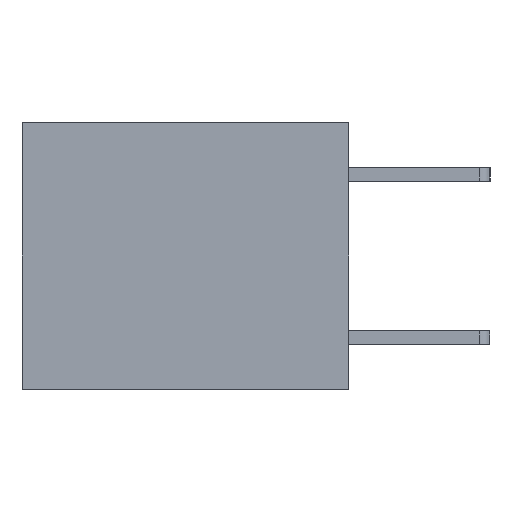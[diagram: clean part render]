
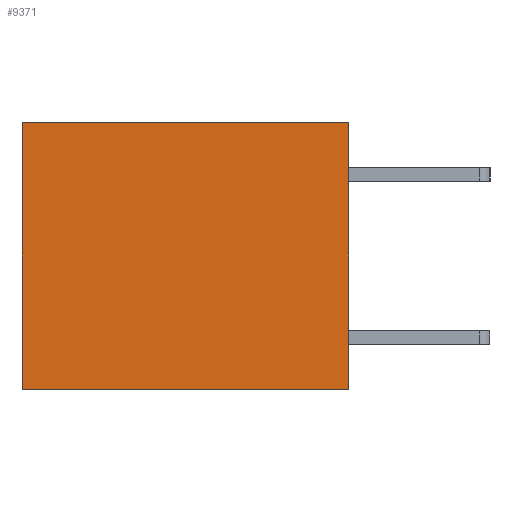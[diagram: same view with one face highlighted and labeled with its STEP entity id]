
A CAD part, left-side view. The second image highlights one B-rep face of the part: STEP entity #9371.
In plain terms, the highlighted planar face has unit normal (-1, 0, 0).
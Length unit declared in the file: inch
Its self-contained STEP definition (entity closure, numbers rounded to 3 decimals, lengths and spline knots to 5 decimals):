
#521 = VERTEX_POINT ( 'NONE', #3903 ) ;
#2901 = CARTESIAN_POINT ( 'NONE',  ( 0.3165, 0.6, 0. ) ) ;
#2968 = EDGE_CURVE ( 'NONE', #11786, #13483, #3184, .T. ) ;
#3068 = CARTESIAN_POINT ( 'NONE',  ( 0.3165, 0., -0.49 ) ) ;
#3184 = LINE ( 'NONE', #13597, #12719 ) ;
#3903 = CARTESIAN_POINT ( 'NONE',  ( 0.3165, 0., -0.49 ) ) ;
#3928 = ORIENTED_EDGE ( 'NONE', *, *, #5682, .F. ) ;
#3937 = LINE ( 'NONE', #11398, #9668 ) ;
#4119 = EDGE_CURVE ( 'NONE', #5770, #11786, #10970, .T. ) ;
#4363 = DIRECTION ( 'NONE',  ( 0., 0., -1. ) ) ;
#4727 = VECTOR ( 'NONE', #12603, 39.37008 ) ;
#4791 = CARTESIAN_POINT ( 'NONE',  ( 0.3165, 0., 0. ) ) ;
#5653 = VECTOR ( 'NONE', #4363, 39.37008 ) ;
#5682 = EDGE_CURVE ( 'NONE', #521, #13483, #3937, .T. ) ;
#5770 = VERTEX_POINT ( 'NONE', #13460 ) ;
#5810 = FACE_OUTER_BOUND ( 'NONE', #11432, .T. ) ;
#7719 = CARTESIAN_POINT ( 'NONE',  ( 0.3165, 0., -0.49 ) ) ;
#8053 = DIRECTION ( 'NONE',  ( 0., 0., -1. ) ) ;
#8732 = ORIENTED_EDGE ( 'NONE', *, *, #4119, .T. ) ;
#9101 = LINE ( 'NONE', #7719, #5653 ) ;
#9360 = ORIENTED_EDGE ( 'NONE', *, *, #13441, .F. ) ;
#9371 = ADVANCED_FACE ( 'NONE', ( #5810 ), #10675, .F. ) ;
#9631 = AXIS2_PLACEMENT_3D ( 'NONE', #3068, #10820, #10721 ) ;
#9668 = VECTOR ( 'NONE', #10817, 39.37008 ) ;
#10675 = PLANE ( 'NONE',  #9631 ) ;
#10721 = DIRECTION ( 'NONE',  ( 0., 0., -1. ) ) ;
#10817 = DIRECTION ( 'NONE',  ( 0., 1., 0. ) ) ;
#10820 = DIRECTION ( 'NONE',  ( 1., 0., 0. ) ) ;
#10970 = LINE ( 'NONE', #4791, #4727 ) ;
#11057 = ORIENTED_EDGE ( 'NONE', *, *, #2968, .T. ) ;
#11398 = CARTESIAN_POINT ( 'NONE',  ( 0.3165, 0., -0.49 ) ) ;
#11432 = EDGE_LOOP ( 'NONE', ( #11057, #3928, #9360, #8732 ) ) ;
#11786 = VERTEX_POINT ( 'NONE', #2901 ) ;
#12603 = DIRECTION ( 'NONE',  ( 0., 1., 0. ) ) ;
#12719 = VECTOR ( 'NONE', #8053, 39.37008 ) ;
#13175 = CARTESIAN_POINT ( 'NONE',  ( 0.3165, 0.6, -0.49 ) ) ;
#13441 = EDGE_CURVE ( 'NONE', #5770, #521, #9101, .T. ) ;
#13460 = CARTESIAN_POINT ( 'NONE',  ( 0.3165, 0., 0. ) ) ;
#13483 = VERTEX_POINT ( 'NONE', #13175 ) ;
#13597 = CARTESIAN_POINT ( 'NONE',  ( 0.3165, 0.6, -0.49 ) ) ;
